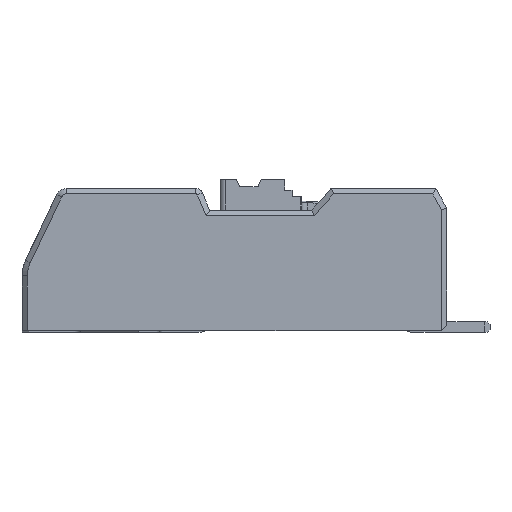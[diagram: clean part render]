
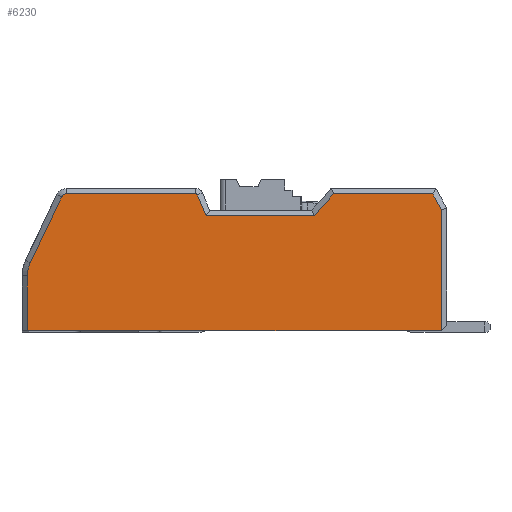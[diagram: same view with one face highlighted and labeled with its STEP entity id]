
A CAD part, front view. The second image highlights one B-rep face of the part: STEP entity #6230.
In plain terms, the highlighted planar face has unit normal (0, -1, 0).
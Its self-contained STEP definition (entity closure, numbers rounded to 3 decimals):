
#653=DIRECTION('',(1.,0.,0.));
#654=VECTOR('',#653,2.755);
#655=CARTESIAN_POINT('',(8.656,-5.95,3.85));
#656=LINE('',#655,#654);
#661=CARTESIAN_POINT('',(4.825,-5.95,3.8));
#662=DIRECTION('',(0.,-1.,0.));
#663=DIRECTION('',(0.919,0.,0.394));
#664=AXIS2_PLACEMENT_3D('',#661,#662,#663);
#666=DIRECTION('',(-0.394,0.,0.919));
#667=VECTOR('',#666,0.62);
#668=CARTESIAN_POINT('',(5.115,-5.95,3.25));
#669=LINE('',#668,#667);
#670=DIRECTION('',(-1.,0.,0.));
#671=VECTOR('',#670,3.008);
#672=CARTESIAN_POINT('',(8.123,-5.95,3.25));
#673=LINE('',#672,#671);
#674=DIRECTION('',(-0.664,0.,-0.747));
#675=VECTOR('',#674,0.803);
#676=CARTESIAN_POINT('',(8.656,-5.95,3.85));
#677=LINE('',#676,#675);
#678=DIRECTION('',(-0.479,0.,0.878));
#679=VECTOR('',#678,0.499);
#680=CARTESIAN_POINT('',(11.65,-5.95,3.412));
#681=LINE('',#680,#679);
#682=DIRECTION('',(0.,0.,-1.));
#683=VECTOR('',#682,1.524);
#684=CARTESIAN_POINT('',(0.15,-5.95,1.574));
#685=LINE('',#684,#683);
#686=CARTESIAN_POINT('',(1.,-5.95,1.574));
#687=DIRECTION('',(0.,-1.,0.));
#688=DIRECTION('',(-0.903,0.,0.43));
#689=AXIS2_PLACEMENT_3D('',#686,#687,#688);
#691=DIRECTION('',(-0.43,0.,-0.903));
#692=VECTOR('',#691,2.021);
#693=CARTESIAN_POINT('',(1.102,-5.95,3.764));
#694=LINE('',#693,#692);
#695=CARTESIAN_POINT('',(1.237,-5.95,3.7));
#696=DIRECTION('',(0.,-1.,0.));
#697=DIRECTION('',(0.,0.,1.));
#698=AXIS2_PLACEMENT_3D('',#695,#696,#697);
#700=DIRECTION('',(1.,0.,0.));
#701=VECTOR('',#700,3.588);
#702=CARTESIAN_POINT('',(1.237,-5.95,3.85));
#703=LINE('',#702,#701);
#1040=DIRECTION('',(-1.,0.,0.));
#1041=VECTOR('',#1040,11.5);
#1042=CARTESIAN_POINT('',(11.65,-5.95,0.05));
#1043=LINE('',#1042,#1041);
#1236=DIRECTION('',(0.,0.,-1.));
#1237=VECTOR('',#1236,3.362);
#1238=CARTESIAN_POINT('',(11.65,-5.95,3.412));
#1239=LINE('',#1238,#1237);
#4269=CARTESIAN_POINT('',(11.65,-5.95,3.412));
#4271=VERTEX_POINT('',#4269);
#4273=CARTESIAN_POINT('',(11.411,-5.95,3.85));
#4274=VERTEX_POINT('',#4273);
#4697=CARTESIAN_POINT('',(0.15,-5.95,1.574));
#4699=VERTEX_POINT('',#4697);
#4700=CARTESIAN_POINT('',(0.15,-5.95,0.05));
#4701=VERTEX_POINT('',#4700);
#4734=CARTESIAN_POINT('',(11.65,-5.95,0.05));
#4735=VERTEX_POINT('',#4734);
#4805=CARTESIAN_POINT('',(4.825,-5.95,3.85));
#4806=VERTEX_POINT('',#4805);
#4807=CARTESIAN_POINT('',(4.871,-5.95,3.82));
#4808=VERTEX_POINT('',#4807);
#4844=CARTESIAN_POINT('',(8.123,-5.95,3.25));
#4845=VERTEX_POINT('',#4844);
#4846=CARTESIAN_POINT('',(5.115,-5.95,3.25));
#4847=VERTEX_POINT('',#4846);
#4914=CARTESIAN_POINT('',(8.656,-5.95,3.85));
#4915=VERTEX_POINT('',#4914);
#5015=CARTESIAN_POINT('',(1.237,-5.95,3.85));
#5016=VERTEX_POINT('',#5015);
#5017=CARTESIAN_POINT('',(1.102,-5.95,3.764));
#5018=VERTEX_POINT('',#5017);
#5023=CARTESIAN_POINT('',(0.233,-5.95,1.94));
#5024=VERTEX_POINT('',#5023);
#6199=CARTESIAN_POINT('',(-2.908,-5.95,-0.425));
#6200=DIRECTION('',(0.,1.,0.));
#6201=DIRECTION('',(1.,0.,0.));
#6202=AXIS2_PLACEMENT_3D('',#6199,#6200,#6201);
#6203=PLANE('',#6202);
#6205=ORIENTED_EDGE('',*,*,#6204,.T.);
#6207=ORIENTED_EDGE('',*,*,#6206,.F.);
#6209=ORIENTED_EDGE('',*,*,#6208,.F.);
#6211=ORIENTED_EDGE('',*,*,#6210,.F.);
#6212=ORIENTED_EDGE('',*,*,#6177,.F.);
#6213=ORIENTED_EDGE('',*,*,#6189,.T.);
#6215=ORIENTED_EDGE('',*,*,#6214,.F.);
#6217=ORIENTED_EDGE('',*,*,#6216,.T.);
#6219=ORIENTED_EDGE('',*,*,#6218,.T.);
#6221=ORIENTED_EDGE('',*,*,#6220,.F.);
#6223=ORIENTED_EDGE('',*,*,#6222,.F.);
#6225=ORIENTED_EDGE('',*,*,#6224,.F.);
#6227=ORIENTED_EDGE('',*,*,#6226,.F.);
#6228=EDGE_LOOP('',(#6205,#6207,#6209,#6211,#6212,#6213,#6215,#6217,#6219,#6221,
#6223,#6225,#6227));
#6229=FACE_OUTER_BOUND('',#6228,.F.);
#6230=ADVANCED_FACE('',(#6229),#6203,.F.);
#665=CIRCLE('',#664,0.05);
#690=CIRCLE('',#689,0.85);
#699=CIRCLE('',#698,0.15);
#6177=EDGE_CURVE('',#4915,#4845,#677,.T.);
#6189=EDGE_CURVE('',#4915,#4274,#656,.T.);
#6204=EDGE_CURVE('',#5016,#4806,#703,.T.);
#6206=EDGE_CURVE('',#4808,#4806,#665,.T.);
#6208=EDGE_CURVE('',#4847,#4808,#669,.T.);
#6210=EDGE_CURVE('',#4845,#4847,#673,.T.);
#6214=EDGE_CURVE('',#4271,#4274,#681,.T.);
#6216=EDGE_CURVE('',#4271,#4735,#1239,.T.);
#6218=EDGE_CURVE('',#4735,#4701,#1043,.T.);
#6220=EDGE_CURVE('',#4699,#4701,#685,.T.);
#6222=EDGE_CURVE('',#5024,#4699,#690,.T.);
#6224=EDGE_CURVE('',#5018,#5024,#694,.T.);
#6226=EDGE_CURVE('',#5016,#5018,#699,.T.);
